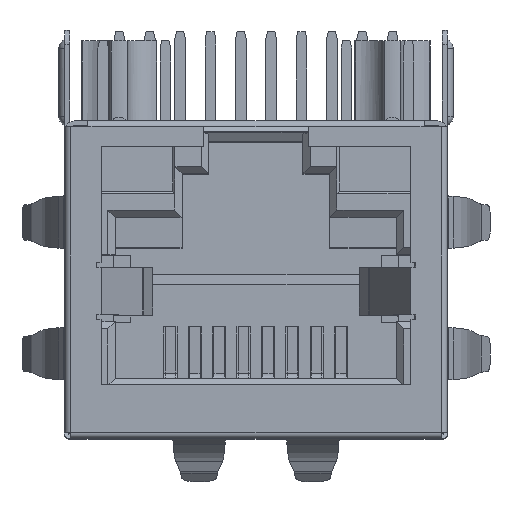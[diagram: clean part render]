
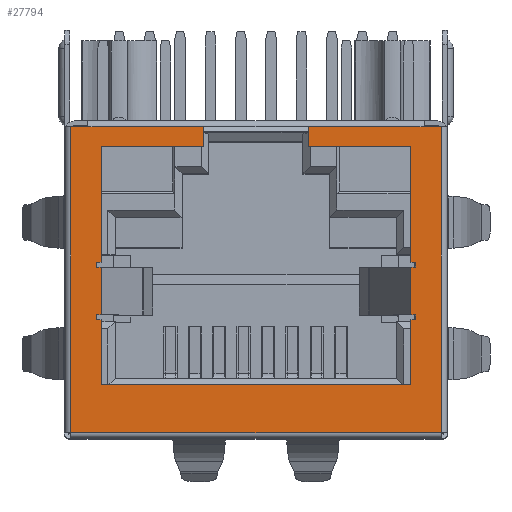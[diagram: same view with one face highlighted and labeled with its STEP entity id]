
A CAD part, top view. The second image highlights one B-rep face of the part: STEP entity #27794.
In plain terms, the highlighted planar face has unit normal (0, 0, 1).
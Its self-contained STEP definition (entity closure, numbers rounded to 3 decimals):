
#1036=DIRECTION('',(-1.,0.,0.));
#1037=VECTOR('',#1036,15.5);
#1038=CARTESIAN_POINT('',(7.755,-12.65,0.3));
#1039=LINE('',#1038,#1037);
#1040=DIRECTION('',(-1.,0.,0.));
#1041=VECTOR('',#1040,12.96);
#1042=CARTESIAN_POINT('',(6.485,-10.65,0.3));
#1043=LINE('',#1042,#1041);
#1069=DIRECTION('',(0.,1.,0.));
#1070=VECTOR('',#1069,12.8);
#1071=CARTESIAN_POINT('',(7.755,-12.65,0.3));
#1072=LINE('',#1071,#1070);
#1082=DIRECTION('',(1.,0.,0.));
#1083=VECTOR('',#1082,0.72);
#1084=CARTESIAN_POINT('',(7.035,0.15,0.3));
#1085=LINE('',#1084,#1083);
#2412=DIRECTION('',(-1.,0.,0.));
#2413=VECTOR('',#2412,4.85);
#2414=CARTESIAN_POINT('',(7.035,0.15,0.3));
#2415=LINE('',#2414,#2413);
#2420=DIRECTION('',(-1.,0.,0.));
#2421=VECTOR('',#2420,4.85);
#2422=CARTESIAN_POINT('',(-2.175,0.15,0.3));
#2423=LINE('',#2422,#2421);
#2470=DIRECTION('',(1.,0.,0.));
#2471=VECTOR('',#2470,0.72);
#2472=CARTESIAN_POINT('',(-7.745,0.15,0.3));
#2473=LINE('',#2472,#2471);
#2479=DIRECTION('',(0.,-1.,0.));
#2480=VECTOR('',#2479,12.8);
#2481=CARTESIAN_POINT('',(-7.745,0.15,0.3));
#2482=LINE('',#2481,#2480);
#4133=DIRECTION('',(0.,-1.,0.));
#4134=VECTOR('',#4133,0.85);
#4135=CARTESIAN_POINT('',(2.185,0.15,0.3));
#4136=LINE('',#4135,#4134);
#4137=DIRECTION('',(1.,0.,0.));
#4138=VECTOR('',#4137,4.3);
#4139=CARTESIAN_POINT('',(2.185,-0.7,0.3));
#4140=LINE('',#4139,#4138);
#4157=DIRECTION('',(0.,-1.,0.));
#4158=VECTOR('',#4157,4.83);
#4159=CARTESIAN_POINT('',(6.485,-0.7,0.3));
#4160=LINE('',#4159,#4158);
#4169=DIRECTION('',(1.,0.,0.));
#4170=VECTOR('',#4169,0.195);
#4171=CARTESIAN_POINT('',(6.485,-5.53,0.3));
#4172=LINE('',#4171,#4170);
#4173=DIRECTION('',(0.,-1.,0.));
#4174=VECTOR('',#4173,0.2);
#4175=CARTESIAN_POINT('',(6.68,-5.53,0.3));
#4176=LINE('',#4175,#4174);
#4206=DIRECTION('',(1.,0.,0.));
#4207=VECTOR('',#4206,0.2);
#4208=CARTESIAN_POINT('',(6.48,-5.73,0.3));
#4209=LINE('',#4208,#4207);
#4265=DIRECTION('',(1.,0.,0.));
#4266=VECTOR('',#4265,0.2);
#4267=CARTESIAN_POINT('',(6.48,-7.73,0.3));
#4268=LINE('',#4267,#4266);
#4293=DIRECTION('',(0.,-1.,0.));
#4294=VECTOR('',#4293,2.);
#4295=CARTESIAN_POINT('',(6.48,-5.73,0.3));
#4296=LINE('',#4295,#4294);
#4301=DIRECTION('',(0.,-1.,0.));
#4302=VECTOR('',#4301,0.2);
#4303=CARTESIAN_POINT('',(6.68,-7.73,0.3));
#4304=LINE('',#4303,#4302);
#4317=DIRECTION('',(1.,0.,0.));
#4318=VECTOR('',#4317,0.195);
#4319=CARTESIAN_POINT('',(6.485,-7.93,0.3));
#4320=LINE('',#4319,#4318);
#4325=DIRECTION('',(0.,-1.,0.));
#4326=VECTOR('',#4325,2.72);
#4327=CARTESIAN_POINT('',(6.485,-7.93,0.3));
#4328=LINE('',#4327,#4326);
#4341=DIRECTION('',(0.,-1.,0.));
#4342=VECTOR('',#4341,0.85);
#4343=CARTESIAN_POINT('',(-2.175,0.15,0.3));
#4344=LINE('',#4343,#4342);
#4349=DIRECTION('',(1.,0.,0.));
#4350=VECTOR('',#4349,4.3);
#4351=CARTESIAN_POINT('',(-6.475,-0.7,0.3));
#4352=LINE('',#4351,#4350);
#4361=DIRECTION('',(0.,-1.,0.));
#4362=VECTOR('',#4361,4.83);
#4363=CARTESIAN_POINT('',(-6.475,-0.7,0.3));
#4364=LINE('',#4363,#4362);
#4381=DIRECTION('',(1.,0.,0.));
#4382=VECTOR('',#4381,0.195);
#4383=CARTESIAN_POINT('',(-6.67,-5.53,0.3));
#4384=LINE('',#4383,#4382);
#4389=DIRECTION('',(0.,-1.,0.));
#4390=VECTOR('',#4389,0.2);
#4391=CARTESIAN_POINT('',(-6.67,-5.53,0.3));
#4392=LINE('',#4391,#4390);
#4415=DIRECTION('',(1.,0.,0.));
#4416=VECTOR('',#4415,0.2);
#4417=CARTESIAN_POINT('',(-6.67,-5.73,0.3));
#4418=LINE('',#4417,#4416);
#4456=DIRECTION('',(1.,0.,0.));
#4457=VECTOR('',#4456,0.2);
#4458=CARTESIAN_POINT('',(-6.67,-7.73,0.3));
#4459=LINE('',#4458,#4457);
#4505=DIRECTION('',(0.,-1.,0.));
#4506=VECTOR('',#4505,2.);
#4507=CARTESIAN_POINT('',(-6.47,-5.73,0.3));
#4508=LINE('',#4507,#4506);
#4513=DIRECTION('',(0.,-1.,0.));
#4514=VECTOR('',#4513,0.2);
#4515=CARTESIAN_POINT('',(-6.67,-7.73,0.3));
#4516=LINE('',#4515,#4514);
#4525=DIRECTION('',(1.,0.,0.));
#4526=VECTOR('',#4525,0.195);
#4527=CARTESIAN_POINT('',(-6.67,-7.93,0.3));
#4528=LINE('',#4527,#4526);
#4541=DIRECTION('',(0.,-1.,0.));
#4542=VECTOR('',#4541,2.72);
#4543=CARTESIAN_POINT('',(-6.475,-7.93,0.3));
#4544=LINE('',#4543,#4542);
#23385=CARTESIAN_POINT('',(-6.475,-10.65,0.3));
#23386=VERTEX_POINT('',#23385);
#23387=CARTESIAN_POINT('',(-7.745,0.15,0.3));
#23388=CARTESIAN_POINT('',(-7.745,-12.65,0.3));
#23389=VERTEX_POINT('',#23387);
#23390=VERTEX_POINT('',#23388);
#23391=CARTESIAN_POINT('',(-7.025,0.15,0.3));
#23392=VERTEX_POINT('',#23391);
#23393=CARTESIAN_POINT('',(-2.175,0.15,0.3));
#23394=VERTEX_POINT('',#23393);
#23395=CARTESIAN_POINT('',(-2.175,-0.7,0.3));
#23396=VERTEX_POINT('',#23395);
#23397=CARTESIAN_POINT('',(-6.475,-0.7,0.3));
#23398=VERTEX_POINT('',#23397);
#23399=CARTESIAN_POINT('',(-6.475,-5.53,0.3));
#23400=VERTEX_POINT('',#23399);
#23401=CARTESIAN_POINT('',(-6.67,-5.53,0.3));
#23402=VERTEX_POINT('',#23401);
#23403=CARTESIAN_POINT('',(-6.67,-5.73,0.3));
#23404=VERTEX_POINT('',#23403);
#23405=CARTESIAN_POINT('',(-6.47,-5.73,0.3));
#23406=VERTEX_POINT('',#23405);
#23407=CARTESIAN_POINT('',(-6.47,-7.73,0.3));
#23408=VERTEX_POINT('',#23407);
#23409=CARTESIAN_POINT('',(-6.67,-7.73,0.3));
#23410=VERTEX_POINT('',#23409);
#23411=CARTESIAN_POINT('',(-6.67,-7.93,0.3));
#23412=VERTEX_POINT('',#23411);
#23413=CARTESIAN_POINT('',(-6.475,-7.93,0.3));
#23414=VERTEX_POINT('',#23413);
#24018=CARTESIAN_POINT('',(7.755,-12.65,0.3));
#24019=VERTEX_POINT('',#24018);
#24020=CARTESIAN_POINT('',(6.485,-7.93,0.3));
#24021=CARTESIAN_POINT('',(6.485,-10.65,0.3));
#24022=VERTEX_POINT('',#24020);
#24023=VERTEX_POINT('',#24021);
#24024=CARTESIAN_POINT('',(6.68,-7.93,0.3));
#24025=VERTEX_POINT('',#24024);
#24026=CARTESIAN_POINT('',(6.68,-7.73,0.3));
#24027=VERTEX_POINT('',#24026);
#24028=CARTESIAN_POINT('',(6.48,-7.73,0.3));
#24029=VERTEX_POINT('',#24028);
#24030=CARTESIAN_POINT('',(6.48,-5.73,0.3));
#24031=VERTEX_POINT('',#24030);
#24032=CARTESIAN_POINT('',(6.68,-5.73,0.3));
#24033=VERTEX_POINT('',#24032);
#24034=CARTESIAN_POINT('',(6.68,-5.53,0.3));
#24035=VERTEX_POINT('',#24034);
#24036=CARTESIAN_POINT('',(6.485,-5.53,0.3));
#24037=VERTEX_POINT('',#24036);
#24038=CARTESIAN_POINT('',(6.485,-0.7,0.3));
#24039=VERTEX_POINT('',#24038);
#24040=CARTESIAN_POINT('',(2.185,-0.7,0.3));
#24041=VERTEX_POINT('',#24040);
#24042=CARTESIAN_POINT('',(2.185,0.15,0.3));
#24043=VERTEX_POINT('',#24042);
#24044=CARTESIAN_POINT('',(7.035,0.15,0.3));
#24045=VERTEX_POINT('',#24044);
#24046=CARTESIAN_POINT('',(7.755,0.15,0.3));
#24047=VERTEX_POINT('',#24046);
#27728=CARTESIAN_POINT('',(-3.87,-6.25,0.3));
#27729=DIRECTION('',(0.,0.,1.));
#27730=DIRECTION('',(-1.,0.,0.));
#27731=AXIS2_PLACEMENT_3D('',#27728,#27729,#27730);
#27732=PLANE('',#27731);
#27734=ORIENTED_EDGE('',*,*,#27733,.F.);
#27736=ORIENTED_EDGE('',*,*,#27735,.F.);
#27738=ORIENTED_EDGE('',*,*,#27737,.T.);
#27740=ORIENTED_EDGE('',*,*,#27739,.F.);
#27742=ORIENTED_EDGE('',*,*,#27741,.F.);
#27744=ORIENTED_EDGE('',*,*,#27743,.F.);
#27746=ORIENTED_EDGE('',*,*,#27745,.T.);
#27748=ORIENTED_EDGE('',*,*,#27747,.F.);
#27750=ORIENTED_EDGE('',*,*,#27749,.F.);
#27752=ORIENTED_EDGE('',*,*,#27751,.F.);
#27754=ORIENTED_EDGE('',*,*,#27753,.F.);
#27756=ORIENTED_EDGE('',*,*,#27755,.F.);
#27758=ORIENTED_EDGE('',*,*,#27757,.F.);
#27760=ORIENTED_EDGE('',*,*,#27759,.T.);
#27762=ORIENTED_EDGE('',*,*,#27761,.F.);
#27763=ORIENTED_EDGE('',*,*,#27719,.T.);
#27765=ORIENTED_EDGE('',*,*,#27764,.F.);
#27767=ORIENTED_EDGE('',*,*,#27766,.T.);
#27769=ORIENTED_EDGE('',*,*,#27768,.F.);
#27771=ORIENTED_EDGE('',*,*,#27770,.T.);
#27773=ORIENTED_EDGE('',*,*,#27772,.F.);
#27775=ORIENTED_EDGE('',*,*,#27774,.T.);
#27777=ORIENTED_EDGE('',*,*,#27776,.F.);
#27779=ORIENTED_EDGE('',*,*,#27778,.T.);
#27781=ORIENTED_EDGE('',*,*,#27780,.T.);
#27783=ORIENTED_EDGE('',*,*,#27782,.T.);
#27785=ORIENTED_EDGE('',*,*,#27784,.F.);
#27787=ORIENTED_EDGE('',*,*,#27786,.T.);
#27789=ORIENTED_EDGE('',*,*,#27788,.T.);
#27791=ORIENTED_EDGE('',*,*,#27790,.T.);
#27792=EDGE_LOOP('',(#27734,#27736,#27738,#27740,#27742,#27744,#27746,#27748,
#27750,#27752,#27754,#27756,#27758,#27760,#27762,#27763,#27765,#27767,#27769,
#27771,#27773,#27775,#27777,#27779,#27781,#27783,#27785,#27787,#27789,#27791));
#27793=FACE_OUTER_BOUND('',#27792,.F.);
#27794=ADVANCED_FACE('',(#27793),#27732,.T.);
#27719=EDGE_CURVE('',#24019,#23390,#1039,.T.);
#27733=EDGE_CURVE('',#24023,#23386,#1043,.T.);
#27735=EDGE_CURVE('',#24022,#24023,#4328,.T.);
#27737=EDGE_CURVE('',#24022,#24025,#4320,.T.);
#27739=EDGE_CURVE('',#24027,#24025,#4304,.T.);
#27741=EDGE_CURVE('',#24029,#24027,#4268,.T.);
#27743=EDGE_CURVE('',#24031,#24029,#4296,.T.);
#27745=EDGE_CURVE('',#24031,#24033,#4209,.T.);
#27747=EDGE_CURVE('',#24035,#24033,#4176,.T.);
#27749=EDGE_CURVE('',#24037,#24035,#4172,.T.);
#27751=EDGE_CURVE('',#24039,#24037,#4160,.T.);
#27753=EDGE_CURVE('',#24041,#24039,#4140,.T.);
#27755=EDGE_CURVE('',#24043,#24041,#4136,.T.);
#27757=EDGE_CURVE('',#24045,#24043,#2415,.T.);
#27759=EDGE_CURVE('',#24045,#24047,#1085,.T.);
#27761=EDGE_CURVE('',#24019,#24047,#1072,.T.);
#27764=EDGE_CURVE('',#23389,#23390,#2482,.T.);
#27766=EDGE_CURVE('',#23389,#23392,#2473,.T.);
#27768=EDGE_CURVE('',#23394,#23392,#2423,.T.);
#27770=EDGE_CURVE('',#23394,#23396,#4344,.T.);
#27772=EDGE_CURVE('',#23398,#23396,#4352,.T.);
#27774=EDGE_CURVE('',#23398,#23400,#4364,.T.);
#27776=EDGE_CURVE('',#23402,#23400,#4384,.T.);
#27778=EDGE_CURVE('',#23402,#23404,#4392,.T.);
#27780=EDGE_CURVE('',#23404,#23406,#4418,.T.);
#27782=EDGE_CURVE('',#23406,#23408,#4508,.T.);
#27784=EDGE_CURVE('',#23410,#23408,#4459,.T.);
#27786=EDGE_CURVE('',#23410,#23412,#4516,.T.);
#27788=EDGE_CURVE('',#23412,#23414,#4528,.T.);
#27790=EDGE_CURVE('',#23414,#23386,#4544,.T.);
